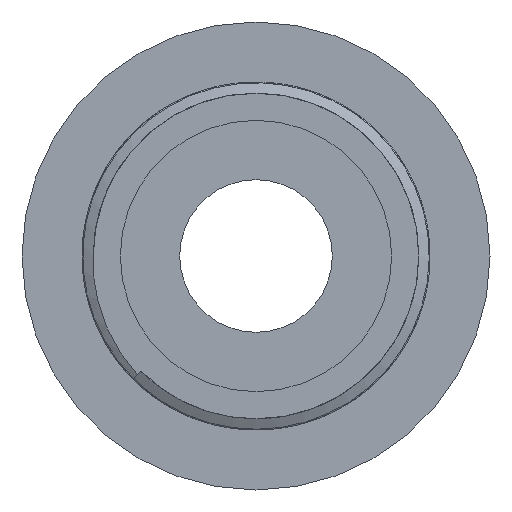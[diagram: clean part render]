
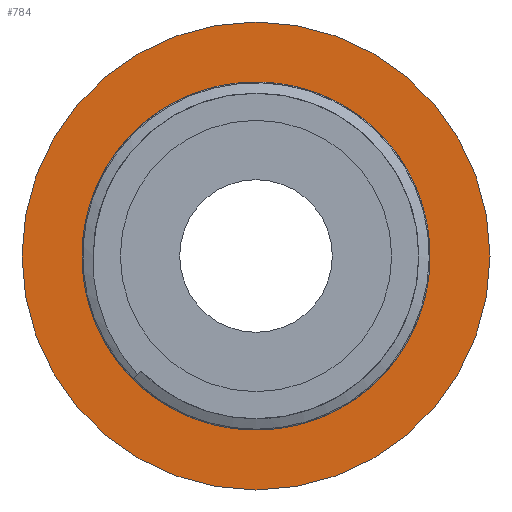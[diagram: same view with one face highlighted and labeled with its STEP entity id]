
A CAD part, left-side view. The second image highlights one B-rep face of the part: STEP entity #784.
In plain terms, the highlighted planar face has unit normal (-1, 0, 0).
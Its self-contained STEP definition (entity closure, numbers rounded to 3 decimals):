
#3 = EDGE_CURVE ( 'NONE', #5092, #5093, #3615, .T. ) ;
#5 = EDGE_CURVE ( 'NONE', #5094, #5096, #715, .T. ) ;
#607 = CIRCLE ( 'NONE', #608, 19.2 ) ;
#608 = AXIS2_PLACEMENT_3D ( 'NONE', #1319, #1320, #1321 ) ;
#715 = CIRCLE ( 'NONE', #720, 19.2 ) ;
#720 = AXIS2_PLACEMENT_3D ( 'NONE', #2389, #2391, #2392 ) ;
#725 = AXIS2_PLACEMENT_3D ( 'NONE', #6663, #6713, #6714 ) ;
#784 = ADVANCED_FACE ( 'NONE', ( #6709, #6710 ), #6711, .F. ) ;
#1238 = CIRCLE ( 'NONE', #1241, 27.6 ) ;
#1241 = AXIS2_PLACEMENT_3D ( 'NONE', #1249, #1250, #1251 ) ;
#1249 = CARTESIAN_POINT ( 'NONE',  ( 23.5, 0., 0. ) ) ;
#1250 = DIRECTION ( 'NONE',  ( -1., 0., 0. ) ) ;
#1251 = DIRECTION ( 'NONE',  ( 0., 0., 1. ) ) ;
#1319 = CARTESIAN_POINT ( 'NONE',  ( 23.5, 0., 0. ) ) ;
#1320 = DIRECTION ( 'NONE',  ( -1., 0., 0. ) ) ;
#1321 = DIRECTION ( 'NONE',  ( 0., 0., 1. ) ) ;
#2296 = CARTESIAN_POINT ( 'NONE',  ( 23.5, 0., 27.6 ) ) ;
#2298 = CARTESIAN_POINT ( 'NONE',  ( 23.5, 0., -27.6 ) ) ;
#2300 = CARTESIAN_POINT ( 'NONE',  ( 23.5, 0., 19.2 ) ) ;
#2304 = CARTESIAN_POINT ( 'NONE',  ( 23.5, 0., -19.2 ) ) ;
#2373 = CARTESIAN_POINT ( 'NONE',  ( 23.5, 0., 0. ) ) ;
#2375 = DIRECTION ( 'NONE',  ( -1., 0., 0. ) ) ;
#2377 = DIRECTION ( 'NONE',  ( 0., 0., 1. ) ) ;
#2389 = CARTESIAN_POINT ( 'NONE',  ( 23.5, 0., 0. ) ) ;
#2391 = DIRECTION ( 'NONE',  ( -1., 0., 0. ) ) ;
#2392 = DIRECTION ( 'NONE',  ( 0., 0., 1. ) ) ;
#2772 = ORIENTED_EDGE ( 'NONE', *, *, #5, .F. ) ;
#2773 = ORIENTED_EDGE ( 'NONE', *, *, #6806, .F. ) ;
#2774 = ORIENTED_EDGE ( 'NONE', *, *, #3, .T. ) ;
#2775 = ORIENTED_EDGE ( 'NONE', *, *, #6795, .T. ) ;
#3613 = AXIS2_PLACEMENT_3D ( 'NONE', #2373, #2375, #2377 ) ;
#3615 = CIRCLE ( 'NONE', #3613, 27.6 ) ;
#5092 = VERTEX_POINT ( 'NONE', #2296 ) ;
#5093 = VERTEX_POINT ( 'NONE', #2298 ) ;
#5094 = VERTEX_POINT ( 'NONE', #2300 ) ;
#5096 = VERTEX_POINT ( 'NONE', #2304 ) ;
#5264 = EDGE_LOOP ( 'NONE', ( #2774, #2775 ) ) ;
#5267 = EDGE_LOOP ( 'NONE', ( #2772, #2773 ) ) ;
#6663 = CARTESIAN_POINT ( 'NONE',  ( 23.5, 19.2, 0. ) ) ;
#6709 = FACE_BOUND ( 'NONE', #5267, .T. ) ;
#6710 = FACE_OUTER_BOUND ( 'NONE', #5264, .T. ) ;
#6711 = PLANE ( 'NONE',  #725 ) ;
#6713 = DIRECTION ( 'NONE',  ( 1., 0., 0. ) ) ;
#6714 = DIRECTION ( 'NONE',  ( 0., 0., -1. ) ) ;
#6795 = EDGE_CURVE ( 'NONE', #5093, #5092, #1238, .T. ) ;
#6806 = EDGE_CURVE ( 'NONE', #5096, #5094, #607, .T. ) ;
